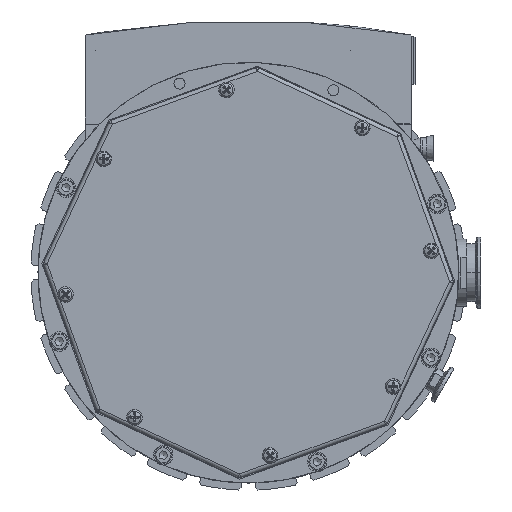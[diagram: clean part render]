
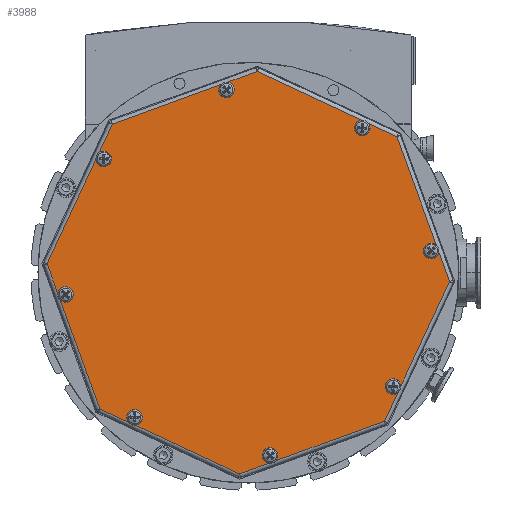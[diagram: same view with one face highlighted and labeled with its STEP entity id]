
A CAD part, front view. The second image highlights one B-rep face of the part: STEP entity #3988.
In plain terms, the highlighted planar face has unit normal (0, -1, 0).
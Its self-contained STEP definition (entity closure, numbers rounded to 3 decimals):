
#3829=CARTESIAN_POINT('',(0.,-87.5,0.));
#3830=DIRECTION('',(0.0,-1.0,0.0));
#3831=DIRECTION('',(0.737,0.0,0.676));
#3832=AXIS2_PLACEMENT_3D('',#3829,#3830,#3831);
#3833=PLANE('',#3832);
#3834=CARTESIAN_POINT('',(114.373,-87.5,104.803));
#3835=VERTEX_POINT('',#3834);
#3836=CARTESIAN_POINT('',(154.981,-87.5,-6.767));
#3837=VERTEX_POINT('',#3836);
#3838=CARTESIAN_POINT('',(114.373,-87.5,104.803));
#3839=DIRECTION('',(0.342,0.,-0.94));
#3840=VECTOR('',#3839,118.73);
#3841=LINE('',#3838,#3840);
#3842=EDGE_CURVE('',#3835,#3837,#3841,.T.);
#3843=ORIENTED_EDGE('',*,*,#3842,.F.);
#3844=CARTESIAN_POINT('',(6.767,-87.5,154.981));
#3845=VERTEX_POINT('',#3844);
#3846=CARTESIAN_POINT('',(6.767,-87.5,154.981));
#3847=DIRECTION('',(0.906,0.,-0.423));
#3848=VECTOR('',#3847,118.73);
#3849=LINE('',#3846,#3848);
#3850=EDGE_CURVE('',#3845,#3835,#3849,.T.);
#3851=ORIENTED_EDGE('',*,*,#3850,.F.);
#3852=CARTESIAN_POINT('',(-104.803,-87.5,114.373));
#3853=VERTEX_POINT('',#3852);
#3854=CARTESIAN_POINT('',(-104.803,-87.5,114.373));
#3855=DIRECTION('',(0.94,0.,0.342));
#3856=VECTOR('',#3855,118.73);
#3857=LINE('',#3854,#3856);
#3858=EDGE_CURVE('',#3853,#3845,#3857,.T.);
#3859=ORIENTED_EDGE('',*,*,#3858,.F.);
#3860=CARTESIAN_POINT('',(-154.981,-87.5,6.767));
#3861=VERTEX_POINT('',#3860);
#3862=CARTESIAN_POINT('',(-154.981,-87.5,6.767));
#3863=DIRECTION('',(0.423,0.0,0.906));
#3864=VECTOR('',#3863,118.73);
#3865=LINE('',#3862,#3864);
#3866=EDGE_CURVE('',#3861,#3853,#3865,.T.);
#3867=ORIENTED_EDGE('',*,*,#3866,.F.);
#3868=CARTESIAN_POINT('',(-114.373,-87.5,-104.803));
#3869=VERTEX_POINT('',#3868);
#3870=CARTESIAN_POINT('',(-114.373,-87.5,-104.803));
#3871=DIRECTION('',(-0.342,0.,0.94));
#3872=VECTOR('',#3871,118.73);
#3873=LINE('',#3870,#3872);
#3874=EDGE_CURVE('',#3869,#3861,#3873,.T.);
#3875=ORIENTED_EDGE('',*,*,#3874,.F.);
#3876=CARTESIAN_POINT('',(-6.767,-87.5,-154.981));
#3877=VERTEX_POINT('',#3876);
#3878=CARTESIAN_POINT('',(-6.767,-87.5,-154.981));
#3879=DIRECTION('',(-0.906,0.,0.423));
#3880=VECTOR('',#3879,118.73);
#3881=LINE('',#3878,#3880);
#3882=EDGE_CURVE('',#3877,#3869,#3881,.T.);
#3883=ORIENTED_EDGE('',*,*,#3882,.F.);
#3884=CARTESIAN_POINT('',(104.803,-87.5,-114.373));
#3885=VERTEX_POINT('',#3884);
#3886=CARTESIAN_POINT('',(104.803,-87.5,-114.373));
#3887=DIRECTION('',(-0.94,0.,-0.342));
#3888=VECTOR('',#3887,118.73);
#3889=LINE('',#3886,#3888);
#3890=EDGE_CURVE('',#3885,#3877,#3889,.T.);
#3891=ORIENTED_EDGE('',*,*,#3890,.F.);
#3892=CARTESIAN_POINT('',(154.981,-87.5,-6.767));
#3893=DIRECTION('',(-0.423,0.0,-0.906));
#3894=VECTOR('',#3893,118.73);
#3895=LINE('',#3892,#3894);
#3896=EDGE_CURVE('',#3837,#3885,#3895,.T.);
#3897=ORIENTED_EDGE('',*,*,#3896,.F.);
#3898=EDGE_LOOP('',(#3843,#3851,#3859,#3867,#3875,#3883,#3891,#3897));
#3899=FACE_OUTER_BOUND('',#3898,.T.);
#3900=CARTESIAN_POINT('',(-90.509,-87.5,-112.461));
#3901=VERTEX_POINT('',#3900);
#3902=CARTESIAN_POINT('',(-87.69,-87.5,-111.435));
#3903=DIRECTION('',(0.,1.,0.));
#3904=DIRECTION('',(0.94,0.,0.342));
#3905=AXIS2_PLACEMENT_3D('',#3902,#3903,#3904);
#3906=CIRCLE('',#3905,3.);
#3907=EDGE_CURVE('',#3901,#3901,#3906,.T.);
#3908=ORIENTED_EDGE('',*,*,#3907,.T.);
#3909=EDGE_LOOP('',(#3908));
#3910=FACE_BOUND('',#3909,.T.);
#3911=CARTESIAN_POINT('',(-143.521,-87.5,-15.522));
#3912=VERTEX_POINT('',#3911);
#3913=CARTESIAN_POINT('',(-140.803,-87.5,-16.79));
#3914=DIRECTION('',(0.,1.,0.));
#3915=DIRECTION('',(0.906,0.,-0.423));
#3916=AXIS2_PLACEMENT_3D('',#3913,#3914,#3915);
#3917=CIRCLE('',#3916,3.);
#3918=EDGE_CURVE('',#3912,#3912,#3917,.T.);
#3919=ORIENTED_EDGE('',*,*,#3918,.T.);
#3920=EDGE_LOOP('',(#3919));
#3921=FACE_BOUND('',#3920,.T.);
#3922=CARTESIAN_POINT('',(-112.461,-87.5,90.509));
#3923=VERTEX_POINT('',#3922);
#3924=CARTESIAN_POINT('',(-111.435,-87.5,87.69));
#3925=DIRECTION('',(0.,1.0,0.));
#3926=DIRECTION('',(0.342,0.,-0.94));
#3927=AXIS2_PLACEMENT_3D('',#3924,#3925,#3926);
#3928=CIRCLE('',#3927,3.);
#3929=EDGE_CURVE('',#3923,#3923,#3928,.T.);
#3930=ORIENTED_EDGE('',*,*,#3929,.T.);
#3931=EDGE_LOOP('',(#3930));
#3932=FACE_BOUND('',#3931,.T.);
#3933=CARTESIAN_POINT('',(-15.522,-87.5,143.521));
#3934=VERTEX_POINT('',#3933);
#3935=CARTESIAN_POINT('',(-16.79,-87.5,140.803));
#3936=DIRECTION('',(0.,1.0,0.));
#3937=DIRECTION('',(-0.423,0.,-0.906));
#3938=AXIS2_PLACEMENT_3D('',#3935,#3936,#3937);
#3939=CIRCLE('',#3938,3.);
#3940=EDGE_CURVE('',#3934,#3934,#3939,.T.);
#3941=ORIENTED_EDGE('',*,*,#3940,.T.);
#3942=EDGE_LOOP('',(#3941));
#3943=FACE_BOUND('',#3942,.T.);
#3944=CARTESIAN_POINT('',(90.509,-87.5,112.461));
#3945=VERTEX_POINT('',#3944);
#3946=CARTESIAN_POINT('',(87.69,-87.5,111.435));
#3947=DIRECTION('',(0.,1.,0.));
#3948=DIRECTION('',(-0.94,0.,-0.342));
#3949=AXIS2_PLACEMENT_3D('',#3946,#3947,#3948);
#3950=CIRCLE('',#3949,3.);
#3951=EDGE_CURVE('',#3945,#3945,#3950,.T.);
#3952=ORIENTED_EDGE('',*,*,#3951,.T.);
#3953=EDGE_LOOP('',(#3952));
#3954=FACE_BOUND('',#3953,.T.);
#3955=CARTESIAN_POINT('',(143.521,-87.5,15.522));
#3956=VERTEX_POINT('',#3955);
#3957=CARTESIAN_POINT('',(140.803,-87.5,16.79));
#3958=DIRECTION('',(0.,1.,0.));
#3959=DIRECTION('',(-0.906,0.,0.423));
#3960=AXIS2_PLACEMENT_3D('',#3957,#3958,#3959);
#3961=CIRCLE('',#3960,3.);
#3962=EDGE_CURVE('',#3956,#3956,#3961,.T.);
#3963=ORIENTED_EDGE('',*,*,#3962,.T.);
#3964=EDGE_LOOP('',(#3963));
#3965=FACE_BOUND('',#3964,.T.);
#3966=CARTESIAN_POINT('',(15.522,-87.5,-143.521));
#3967=VERTEX_POINT('',#3966);
#3968=CARTESIAN_POINT('',(16.79,-87.5,-140.803));
#3969=DIRECTION('',(0.,1.,0.));
#3970=DIRECTION('',(0.423,0.,0.906));
#3971=AXIS2_PLACEMENT_3D('',#3968,#3969,#3970);
#3972=CIRCLE('',#3971,3.);
#3973=EDGE_CURVE('',#3967,#3967,#3972,.T.);
#3974=ORIENTED_EDGE('',*,*,#3973,.T.);
#3975=EDGE_LOOP('',(#3974));
#3976=FACE_BOUND('',#3975,.T.);
#3977=CARTESIAN_POINT('',(112.461,-87.5,-90.509));
#3978=VERTEX_POINT('',#3977);
#3979=CARTESIAN_POINT('',(111.435,-87.5,-87.69));
#3980=DIRECTION('',(0.,1.0,0.));
#3981=DIRECTION('',(-0.342,0.,0.94));
#3982=AXIS2_PLACEMENT_3D('',#3979,#3980,#3981);
#3983=CIRCLE('',#3982,3.);
#3984=EDGE_CURVE('',#3978,#3978,#3983,.T.);
#3985=ORIENTED_EDGE('',*,*,#3984,.T.);
#3986=EDGE_LOOP('',(#3985));
#3987=FACE_BOUND('',#3986,.T.);
#3988=ADVANCED_FACE('',(#3899,#3910,#3921,#3932,#3943,#3954,#3965,#3976,#3987),#3833,.T.);
